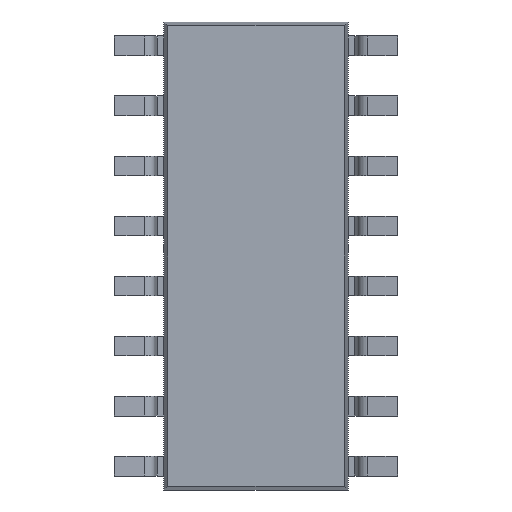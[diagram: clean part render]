
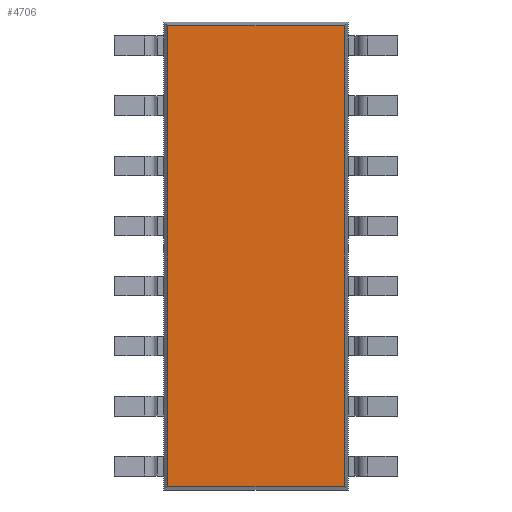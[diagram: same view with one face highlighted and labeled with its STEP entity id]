
A CAD part, front view. The second image highlights one B-rep face of the part: STEP entity #4706.
In plain terms, the highlighted planar face has unit normal (0, -1, 0).
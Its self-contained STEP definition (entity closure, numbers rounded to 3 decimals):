
#25 = EDGE_LOOP ( 'NONE', ( #1136, #783, #3486, #1975 ) ) ;
#275 = VERTEX_POINT ( 'NONE', #7165 ) ;
#492 = CARTESIAN_POINT ( 'NONE',  ( 1.871, 0.25, -4.871 ) ) ;
#783 = ORIENTED_EDGE ( 'NONE', *, *, #4214, .T. ) ;
#1035 = VERTEX_POINT ( 'NONE', #2657 ) ;
#1136 = ORIENTED_EDGE ( 'NONE', *, *, #1709, .T. ) ;
#1322 = DIRECTION ( 'NONE',  ( -1., 0., 0. ) ) ;
#1449 = CARTESIAN_POINT ( 'NONE',  ( -1.871, 0.25, 4.95 ) ) ;
#1628 = DIRECTION ( 'NONE',  ( 0., 0., -1. ) ) ;
#1709 = EDGE_CURVE ( 'NONE', #275, #1035, #2946, .T. ) ;
#1975 = ORIENTED_EDGE ( 'NONE', *, *, #6440, .T. ) ;
#2396 = VECTOR ( 'NONE', #4970, 1000. ) ;
#2657 = CARTESIAN_POINT ( 'NONE',  ( -1.871, 0.25, -4.871 ) ) ;
#2893 = VERTEX_POINT ( 'NONE', #492 ) ;
#2946 = LINE ( 'NONE', #1449, #2396 ) ;
#3417 = DIRECTION ( 'NONE',  ( 0., -1., 0. ) ) ;
#3448 = CARTESIAN_POINT ( 'NONE',  ( 1.871, 0.25, -4.95 ) ) ;
#3478 = DIRECTION ( 'NONE',  ( 1., 0., 0. ) ) ;
#3486 = ORIENTED_EDGE ( 'NONE', *, *, #6827, .T. ) ;
#3699 = AXIS2_PLACEMENT_3D ( 'NONE', #6966, #3417, #1628 ) ;
#3931 = PLANE ( 'NONE',  #3699 ) ;
#3949 = FACE_OUTER_BOUND ( 'NONE', #25, .T. ) ;
#4046 = CARTESIAN_POINT ( 'NONE',  ( -1.95, 0.25, -4.871 ) ) ;
#4071 = VECTOR ( 'NONE', #6980, 1000. ) ;
#4152 = VECTOR ( 'NONE', #3478, 1000. ) ;
#4214 = EDGE_CURVE ( 'NONE', #1035, #2893, #4436, .T. ) ;
#4436 = LINE ( 'NONE', #4046, #4152 ) ;
#4706 = ADVANCED_FACE ( 'NONE', ( #3949 ), #3931, .T. ) ;
#4830 = VECTOR ( 'NONE', #1322, 1000. ) ;
#4970 = DIRECTION ( 'NONE',  ( 0., 0., -1. ) ) ;
#5284 = LINE ( 'NONE', #5421, #4830 ) ;
#5344 = CARTESIAN_POINT ( 'NONE',  ( 1.871, 0.25, 4.871 ) ) ;
#5421 = CARTESIAN_POINT ( 'NONE',  ( 1.95, 0.25, 4.871 ) ) ;
#5737 = VERTEX_POINT ( 'NONE', #5344 ) ;
#6440 = EDGE_CURVE ( 'NONE', #5737, #275, #5284, .T. ) ;
#6477 = LINE ( 'NONE', #3448, #4071 ) ;
#6827 = EDGE_CURVE ( 'NONE', #2893, #5737, #6477, .T. ) ;
#6966 = CARTESIAN_POINT ( 'NONE',  ( 0., 0.25, 0. ) ) ;
#6980 = DIRECTION ( 'NONE',  ( 0., 0., 1. ) ) ;
#7165 = CARTESIAN_POINT ( 'NONE',  ( -1.871, 0.25, 4.871 ) ) ;
